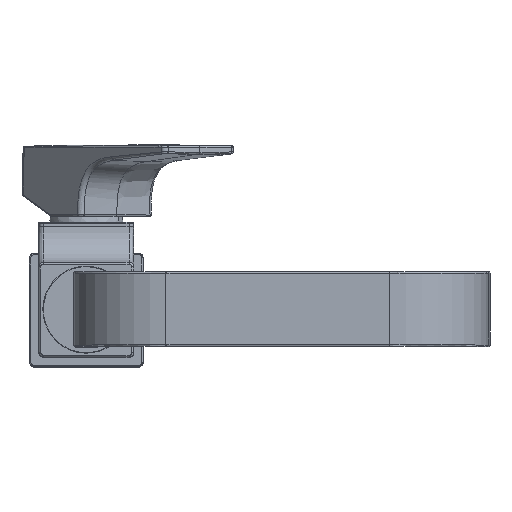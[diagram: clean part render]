
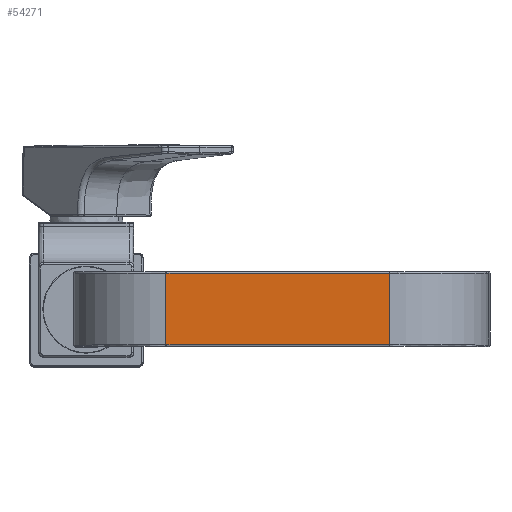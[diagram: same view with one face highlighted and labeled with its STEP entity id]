
A CAD part, top view. The second image highlights one B-rep face of the part: STEP entity #54271.
In plain terms, the highlighted planar face has unit normal (-0.035, 0, 0.999).
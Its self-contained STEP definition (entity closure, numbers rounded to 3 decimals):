
#51556=CARTESIAN_POINT(' ',(127.896,-15.15,166.112));
#51557=VERTEX_POINT(' ',#51556);
#51656=CARTESIAN_POINT(' ',(33.594,-15.15,162.816));
#51661=DIRECTION(' ',(0.999,0.,0.035));
#51666=VECTOR(' ',#51661,1.);
#51671=LINE('',#51656,#51666);
#51676=CARTESIAN_POINT(' ',(33.594,-15.15,162.816));
#51677=VERTEX_POINT(' ',#51676);
#51681=EDGE_CURVE(' ',#51677,#51557,#51671,.T.);
#52276=CARTESIAN_POINT(' ',(33.594,15.15,162.816));
#52277=VERTEX_POINT(' ',#52276);
#52301=CARTESIAN_POINT(' ',(33.594,15.15,162.816));
#52306=DIRECTION(' ',(0.,-1.,0.));
#52311=VECTOR(' ',#52306,1.);
#52316=LINE('',#52301,#52311);
#52321=EDGE_CURVE(' ',#52277,#51677,#52316,.T.);
#53011=CARTESIAN_POINT(' ',(33.594,15.15,162.816));
#53016=DIRECTION(' ',(0.999,0.,0.035));
#53021=VECTOR(' ',#53016,1.);
#53026=LINE('',#53011,#53021);
#53031=CARTESIAN_POINT(' ',(127.896,15.15,166.112));
#53032=VERTEX_POINT(' ',#53031);
#53036=EDGE_CURVE(' ',#52277,#53032,#53026,.T.);
#54161=CARTESIAN_POINT(' ',(127.896,15.15,166.112));
#54166=DIRECTION(' ',(0.,-1.,0.));
#54171=VECTOR(' ',#54166,1.);
#54176=LINE('',#54161,#54171);
#54181=EDGE_CURVE(' ',#53032,#51557,#54176,.T.);
#54216=DIRECTION(' ',(-0.035,-0.,0.999));
#54221=CARTESIAN_POINT(' ',(33.594,-15.15,162.816));
#54226=DIRECTION(' ',(0.999,0.,0.035));
#54231=AXIS2_PLACEMENT_3D(' ',#54221,#54216,#54226);
#54236=PLANE('',#54231);
#54241=ORIENTED_EDGE(' ',*,*,#53036,.F.);
#54246=ORIENTED_EDGE(' ',*,*,#52321,.T.);
#54251=ORIENTED_EDGE(' ',*,*,#51681,.T.);
#54256=ORIENTED_EDGE(' ',*,*,#54181,.F.);
#54261=EDGE_LOOP(' ',(#54241,#54246,#54251,#54256));
#54266=FACE_OUTER_BOUND(' ',#54261,.T.);
#54271=ADVANCED_FACE('',(#54266),#54236,.T.);
